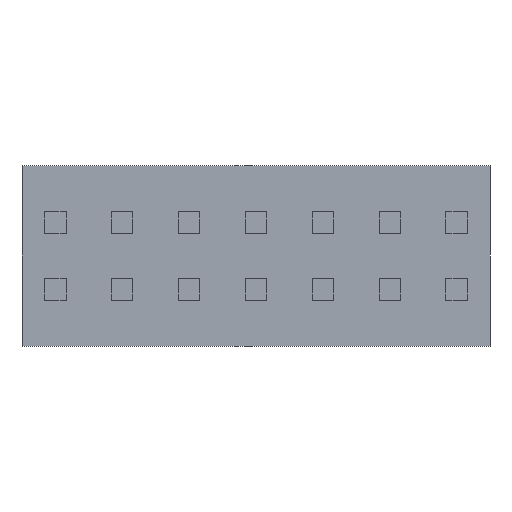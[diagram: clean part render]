
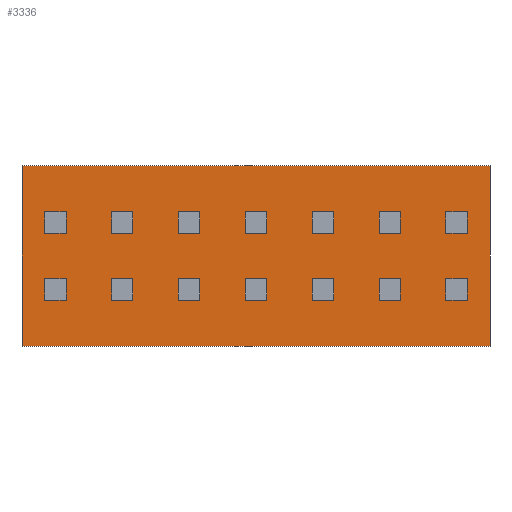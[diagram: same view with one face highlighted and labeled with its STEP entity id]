
A CAD part, front view. The second image highlights one B-rep face of the part: STEP entity #3336.
In plain terms, the highlighted planar face has unit normal (0, -1, 0).
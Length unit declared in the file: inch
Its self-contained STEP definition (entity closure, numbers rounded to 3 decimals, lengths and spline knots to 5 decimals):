
#953=ORIENTED_EDGE('',*,*,#1405,.F.);
#954=ORIENTED_EDGE('',*,*,#1415,.F.);
#955=ORIENTED_EDGE('',*,*,#1412,.F.);
#956=ORIENTED_EDGE('',*,*,#1409,.F.);
#1405=EDGE_CURVE('',#1697,#1698,#2153,.T.);
#1409=EDGE_CURVE('',#1698,#1701,#2157,.T.);
#1412=EDGE_CURVE('',#1701,#1703,#2160,.T.);
#1415=EDGE_CURVE('',#1703,#1697,#2163,.T.);
#1697=VERTEX_POINT('',#5285);
#1698=VERTEX_POINT('',#5286);
#1701=VERTEX_POINT('',#5294);
#1703=VERTEX_POINT('',#5300);
#2153=LINE('',#5284,#2613);
#2157=LINE('',#5293,#2617);
#2160=LINE('',#5299,#2620);
#2163=LINE('',#5305,#2623);
#2613=VECTOR('',#4356,39.37008);
#2617=VECTOR('',#4362,39.37008);
#2620=VECTOR('',#4367,39.37008);
#2623=VECTOR('',#4372,39.37008);
#2802=EDGE_LOOP('',(#953,#954,#955,#956));
#2980=FACE_BOUND('',#2802,.T.);
#3158=PLANE('',#3554);
#3336=ADVANCED_FACE('',(#2980),#3158,.F.);
#3554=AXIS2_PLACEMENT_3D('',#5308,#4376,#4377);
#4356=DIRECTION('',(0.,0.,1.));
#4362=DIRECTION('',(1.,0.,0.));
#4367=DIRECTION('',(0.,0.,-1.));
#4372=DIRECTION('',(-1.,0.,0.));
#4376=DIRECTION('',(0.,1.,0.));
#4377=DIRECTION('',(0.,0.,1.));
#5284=CARTESIAN_POINT('',(-0.175,0.,-0.0675));
#5285=CARTESIAN_POINT('',(-0.175,0.,-0.0675));
#5286=CARTESIAN_POINT('',(-0.175,0.,0.0675));
#5293=CARTESIAN_POINT('',(-0.175,0.,0.0675));
#5294=CARTESIAN_POINT('',(0.175,0.,0.0675));
#5299=CARTESIAN_POINT('',(0.175,0.,0.0675));
#5300=CARTESIAN_POINT('',(0.175,0.,-0.0675));
#5305=CARTESIAN_POINT('',(0.175,0.,-0.0675));
#5308=CARTESIAN_POINT('',(0.,0.,0.));
